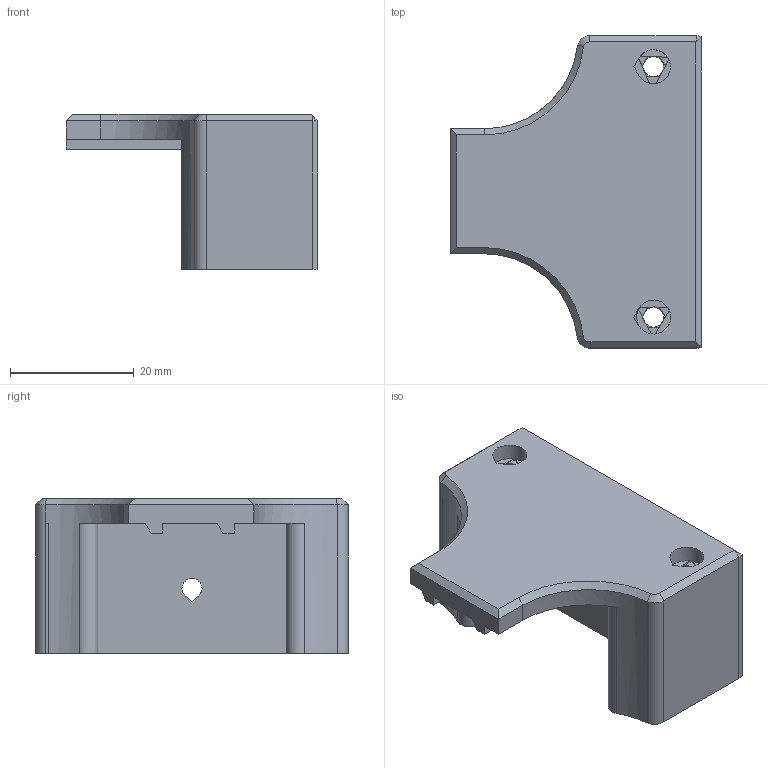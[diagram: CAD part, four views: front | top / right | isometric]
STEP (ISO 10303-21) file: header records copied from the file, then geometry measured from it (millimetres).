
FILE_DESCRIPTION(/* description */ (''),/* implementation_level */ '2;1');
FILE_NAME(/* name */ 'Tensioner side hanger Tensioner cover.step',/* time_stamp */ '2025-05-15T21:40:30-04:00',/* author */ (''),/* organization */ (''),/* preprocessor_version */ 'ST-DEVELOPER v20.1',/* originating_system */ 'Autodesk Translation Framework v14.4.0.0',/* authorisation */ '');
FILE_SCHEMA (('AUTOMOTIVE_DESIGN { 1 0 10303 214 3 1 1 }'));
Length unit declared in the file: millimetre
Products named in the file (1): Tensioner side hanger Tensioner cover
Bounding box: 40.6 x 50.42 x 25 mm (x, y, z)
Volume: 19353.3 mm3; surface area: 7864.4 mm2
Topology: 1 solids, 1 shells, 110 faces, 295 edges, 188 vertices
Faces by surface type: plane 88, cylinder 14, bspline 4, cone 4
Entity records: 3482 total; most frequent: CARTESIAN_POINT 663, ORIENTED_EDGE 590, DIRECTION 560, EDGE_CURVE 295, LINE 230, VECTOR 230, VERTEX_POINT 188, AXIS2_PLACEMENT_3D 165
